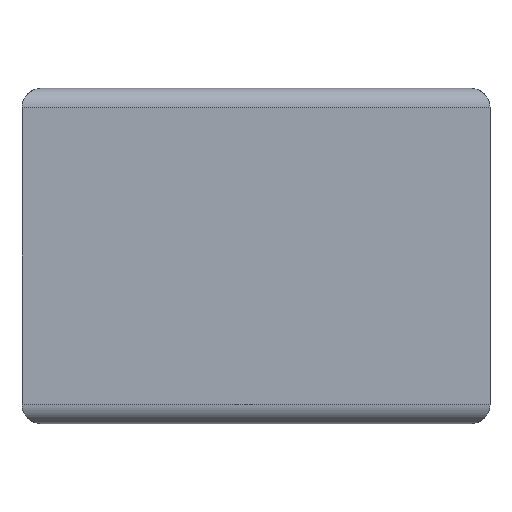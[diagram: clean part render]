
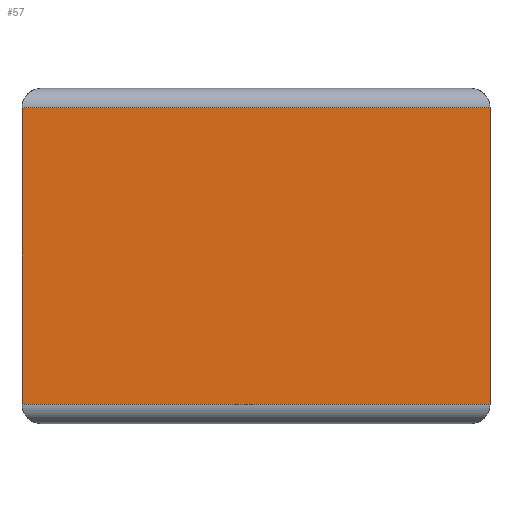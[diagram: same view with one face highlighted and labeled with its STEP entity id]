
A CAD part, left-side view. The second image highlights one B-rep face of the part: STEP entity #57.
In plain terms, the highlighted planar face has unit normal (-1, 0, 0).
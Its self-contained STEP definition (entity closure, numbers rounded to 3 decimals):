
#57=ADVANCED_FACE('',(#139),#140,.F.);
#139=FACE_OUTER_BOUND('',#243,.T.);
#140=PLANE('',#244);
#243=EDGE_LOOP('',(#341,#342,#343,#344));
#244=AXIS2_PLACEMENT_3D('',#345,#346,#347);
#341=ORIENTED_EDGE('',*,*,#638,.F.);
#342=ORIENTED_EDGE('',*,*,#639,.T.);
#343=ORIENTED_EDGE('',*,*,#640,.F.);
#344=ORIENTED_EDGE('',*,*,#641,.T.);
#345=CARTESIAN_POINT('',(0.0,11.85,8.5));
#346=DIRECTION('',(1.0,0.0,0.0));
#347=DIRECTION('',(0.0,0.0,-1.0));
#638=EDGE_CURVE('',#755,#756,#757,.T.);
#639=EDGE_CURVE('',#755,#758,#759,.T.);
#640=EDGE_CURVE('',#760,#758,#761,.T.);
#641=EDGE_CURVE('',#760,#756,#762,.T.);
#755=VERTEX_POINT('',#926);
#756=VERTEX_POINT('',#927);
#757=LINE('',#928,#929);
#758=VERTEX_POINT('',#930);
#759=LINE('',#931,#932);
#760=VERTEX_POINT('',#933);
#761=LINE('',#934,#935);
#762=LINE('',#936,#937);
#926=CARTESIAN_POINT('',(0.0,23.7,1.0));
#927=CARTESIAN_POINT('',(0.0,23.7,16.0));
#928=CARTESIAN_POINT('',(0.0,23.7,1.0));
#929=VECTOR('',#1168,1.0);
#930=CARTESIAN_POINT('',(0.0,0.0,1.0));
#931=CARTESIAN_POINT('',(0.0,23.7,1.0));
#932=VECTOR('',#1169,1.0);
#933=CARTESIAN_POINT('',(0.0,0.0,16.0));
#934=CARTESIAN_POINT('',(0.0,0.0,16.0));
#935=VECTOR('',#1170,1.0);
#936=CARTESIAN_POINT('',(0.0,0.0,16.0));
#937=VECTOR('',#1171,1.0);
#1168=DIRECTION('',(0.0,0.0,1.0));
#1169=DIRECTION('',(0.0,-1.0,0.0));
#1170=DIRECTION('',(0.0,0.0,-1.0));
#1171=DIRECTION('',(0.0,1.0,0.0));
